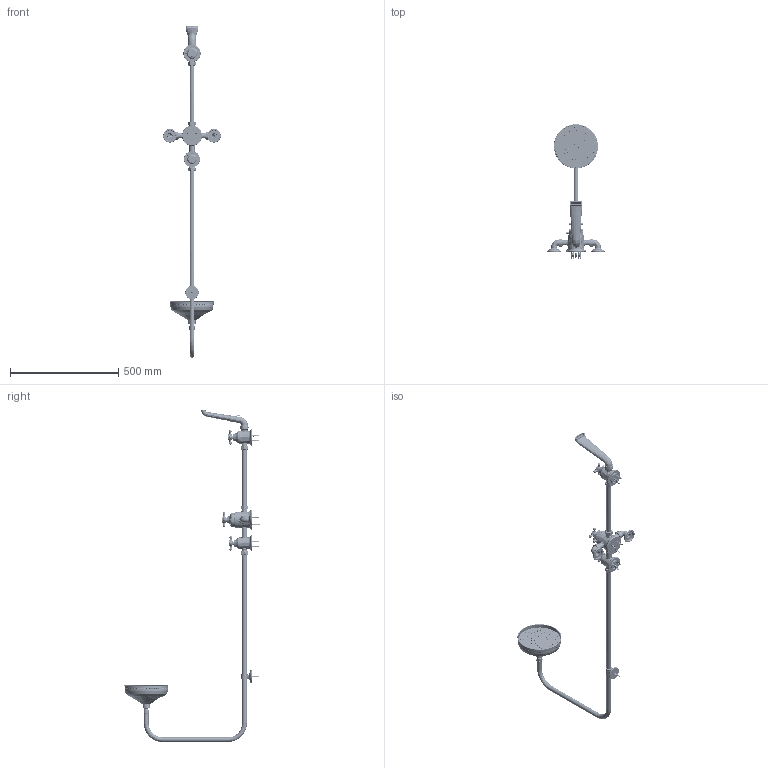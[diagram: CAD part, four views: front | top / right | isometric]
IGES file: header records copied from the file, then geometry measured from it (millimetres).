
Global section: file name: V2K3AXX; native system: Autodesk Inventor 2018; preprocessor: unknown; author: adaniels; date: 20181024.094258; units: millimetre
Bounding box: 265.93 x 627.09 x 1535.14 mm (x, y, z)
Volume: 2622522 mm3; surface area: 855256.7 mm2
Topology: 153 solids, 157 shells, 6893 faces, 19219 edges, 12964 vertices
Faces by surface type: bspline 6893
